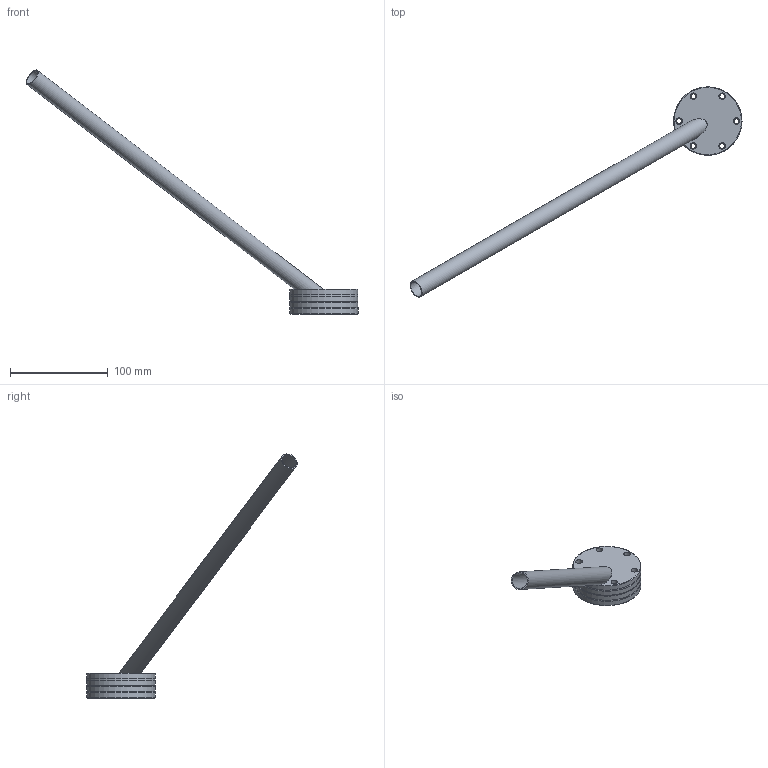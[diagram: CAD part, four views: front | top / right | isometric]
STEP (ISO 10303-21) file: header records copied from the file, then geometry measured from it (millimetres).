
FILE_DESCRIPTION(/* description */ (''),/* implementation_level */ '2;1');
FILE_NAME(/* name */ 'Flange_tube_MIR1.stp',/* time_stamp */ '2024-11-10T21:38:59+01:00',/* author */ ('Andreas Weber'),/* organization */ (''),/* preprocessor_version */ 'ST-DEVELOPER v19.2',/* originating_system */ 'Autodesk Inventor 2024',/* authorisation */ '');
FILE_SCHEMA (('AUTOMOTIVE_DESIGN { 1 0 10303 214 3 1 1 }'));
Length unit declared in the file: millimetre
Products named in the file (4): Flange_tube_MIR1; blank_flange_CF40_MIR1; blank_flange_thread_CF40_MIR1; tube_Brewster_angle_MIR1
Assembly tree (3 placements, depth 2):
  Flange_tube_MIR1
    blank_flange_CF40_MIR1
    blank_flange_thread_CF40_MIR1
    tube_Brewster_angle_MIR1
Bounding box: 339.14 x 215.16 x 249.32 mm (x, y, z)
Volume: 104911.1 mm3; surface area: 66274.7 mm2
Topology: 3 solids, 3 shells, 50 faces, 130 edges, 86 vertices
Faces by surface type: cylinder 26, cone 10, plane 10, torus 4
Full cylindrical faces by diameter (mm): 5 x6, 6.6 x6, 12 x2, 16 x1, 18 x1, 48.4 x2, 69.9 x4
Entity records: 1939 total; most frequent: CARTESIAN_POINT 401, DIRECTION 306, ORIENTED_EDGE 260, AXIS2_PLACEMENT_3D 135, EDGE_CURVE 130, VERTEX_POINT 86, EDGE_LOOP 80, CIRCLE 72
